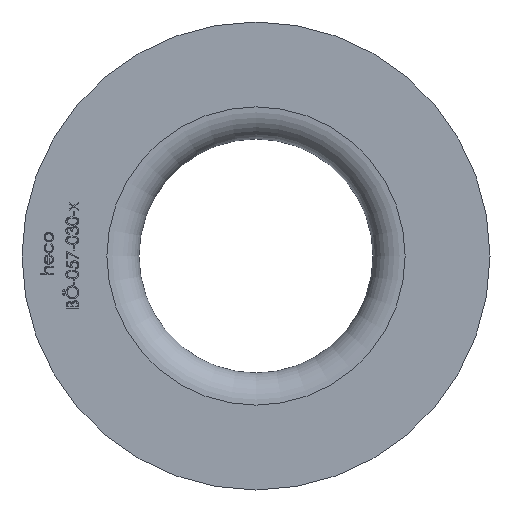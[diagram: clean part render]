
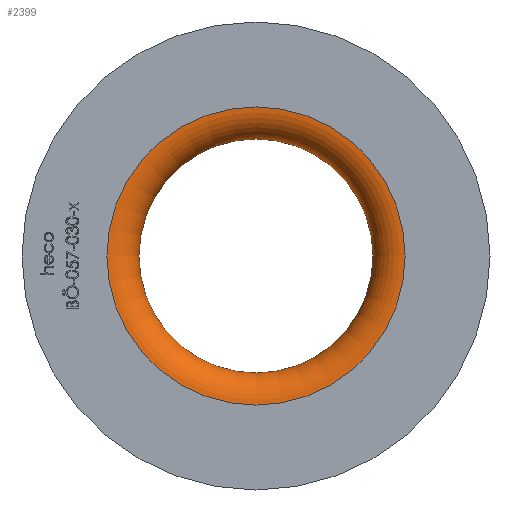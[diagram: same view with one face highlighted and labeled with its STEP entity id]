
A CAD part, left-side view. The second image highlights one B-rep face of the part: STEP entity #2399.
In plain terms, the highlighted toroidal (fillet/blend) face has major radius 32.5 mm and minor radius 7 mm.
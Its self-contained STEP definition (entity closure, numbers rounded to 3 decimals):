
#8 = CIRCLE ( 'NONE', #10395, 32.5 ) ;
#142 = ORIENTED_EDGE ( 'NONE', *, *, #10080, .T. ) ;
#1497 = FACE_OUTER_BOUND ( 'NONE', #12924, .T. ) ;
#1628 = DIRECTION ( 'NONE',  ( -1., 0., 0. ) ) ;
#1764 = CARTESIAN_POINT ( 'NONE',  ( 0., 0., 0. ) ) ;
#2399 = ADVANCED_FACE ( 'NONE', ( #1497, #14624 ), #3853, .T. ) ;
#3360 = AXIS2_PLACEMENT_3D ( 'NONE', #6294, #8390, #11038 ) ;
#3853 = TOROIDAL_SURFACE ( 'NONE', #3360, 32.5, 7. ) ;
#3883 = CARTESIAN_POINT ( 'NONE',  ( 7., 0., 0. ) ) ;
#4034 = DIRECTION ( 'NONE',  ( 0., 0., 1. ) ) ;
#4810 = EDGE_CURVE ( 'NONE', #12854, #12854, #11094, .T. ) ;
#4837 = ORIENTED_EDGE ( 'NONE', *, *, #4810, .F. ) ;
#4908 = VERTEX_POINT ( 'NONE', #13154 ) ;
#6294 = CARTESIAN_POINT ( 'NONE',  ( 7., 0., 0. ) ) ;
#8390 = DIRECTION ( 'NONE',  ( -1., 0., 0. ) ) ;
#10080 = EDGE_CURVE ( 'NONE', #4908, #4908, #8, .T. ) ;
#10357 = AXIS2_PLACEMENT_3D ( 'NONE', #3883, #1628, #4034 ) ;
#10395 = AXIS2_PLACEMENT_3D ( 'NONE', #1764, #11161, #11307 ) ;
#11038 = DIRECTION ( 'NONE',  ( 0., 0., 1. ) ) ;
#11094 = CIRCLE ( 'NONE', #10357, 25.5 ) ;
#11161 = DIRECTION ( 'NONE',  ( -1., 0., 0. ) ) ;
#11265 = EDGE_LOOP ( 'NONE', ( #142 ) ) ;
#11307 = DIRECTION ( 'NONE',  ( 0., 0., 1. ) ) ;
#12854 = VERTEX_POINT ( 'NONE', #13070 ) ;
#12924 = EDGE_LOOP ( 'NONE', ( #4837 ) ) ;
#13070 = CARTESIAN_POINT ( 'NONE',  ( 7., 0., 25.5 ) ) ;
#13154 = CARTESIAN_POINT ( 'NONE',  ( 0., 0., 32.5 ) ) ;
#14624 = FACE_OUTER_BOUND ( 'NONE', #11265, .T. ) ;
